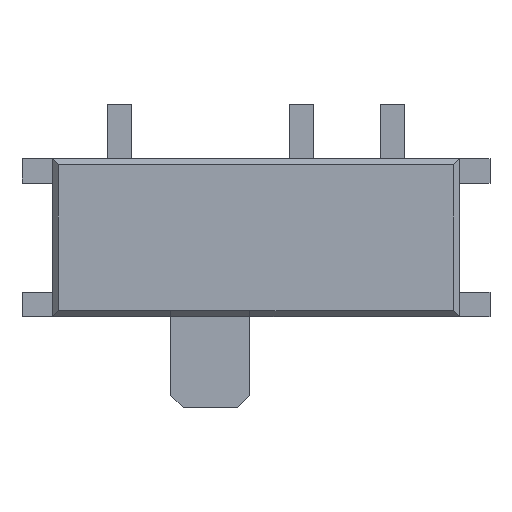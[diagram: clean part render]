
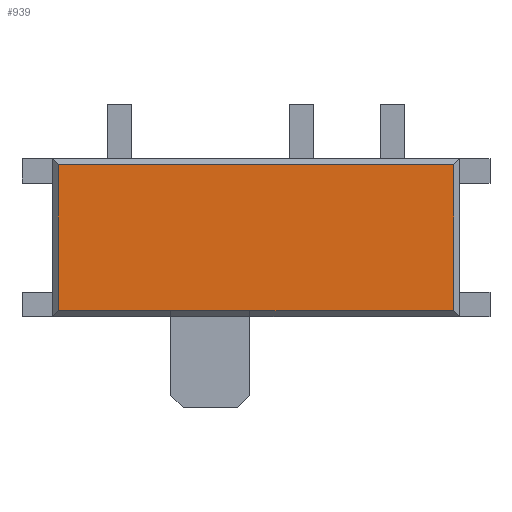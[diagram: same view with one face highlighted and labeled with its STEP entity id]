
A CAD part, top view. The second image highlights one B-rep face of the part: STEP entity #939.
In plain terms, the highlighted planar face has unit normal (0, 0, 1).
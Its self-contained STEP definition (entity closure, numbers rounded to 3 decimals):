
#29=FACE_OUTER_BOUND('',#81,.T.);
#81=EDGE_LOOP('',(#625,#626,#627,#628,#629,#630,#631,#632));
#136=LINE('',#1318,#266);
#137=LINE('',#1321,#267);
#140=LINE('',#1327,#270);
#141=LINE('',#1329,#271);
#142=LINE('',#1331,#272);
#143=LINE('',#1333,#273);
#144=LINE('',#1335,#274);
#145=LINE('',#1336,#275);
#266=VECTOR('',#1068,10.);
#267=VECTOR('',#1071,10.);
#270=VECTOR('',#1076,10.);
#271=VECTOR('',#1077,10.);
#272=VECTOR('',#1078,10.);
#273=VECTOR('',#1079,10.);
#274=VECTOR('',#1080,10.);
#275=VECTOR('',#1081,10.);
#393=VERTEX_POINT('',#1311);
#396=VERTEX_POINT('',#1316);
#397=VERTEX_POINT('',#1320);
#399=VERTEX_POINT('',#1326);
#400=VERTEX_POINT('',#1328);
#401=VERTEX_POINT('',#1330);
#402=VERTEX_POINT('',#1332);
#403=VERTEX_POINT('',#1334);
#484=EDGE_CURVE('',#396,#393,#136,.T.);
#485=EDGE_CURVE('',#393,#397,#137,.T.);
#488=EDGE_CURVE('',#396,#399,#140,.T.);
#489=EDGE_CURVE('',#400,#399,#141,.T.);
#490=EDGE_CURVE('',#400,#401,#142,.T.);
#491=EDGE_CURVE('',#402,#401,#143,.T.);
#492=EDGE_CURVE('',#403,#402,#144,.T.);
#493=EDGE_CURVE('',#397,#403,#145,.T.);
#625=ORIENTED_EDGE('',*,*,#484,.F.);
#626=ORIENTED_EDGE('',*,*,#488,.T.);
#627=ORIENTED_EDGE('',*,*,#489,.F.);
#628=ORIENTED_EDGE('',*,*,#490,.T.);
#629=ORIENTED_EDGE('',*,*,#491,.F.);
#630=ORIENTED_EDGE('',*,*,#492,.F.);
#631=ORIENTED_EDGE('',*,*,#493,.F.);
#632=ORIENTED_EDGE('',*,*,#485,.F.);
#891=PLANE('',#1005);
#939=ADVANCED_FACE('',(#29),#891,.T.);
#1005=AXIS2_PLACEMENT_3D('',#1325,#1074,#1075);
#1068=DIRECTION('',(-1.,0.,0.));
#1071=DIRECTION('',(0.,1.,0.));
#1074=DIRECTION('center_axis',(0.,0.,1.));
#1075=DIRECTION('ref_axis',(1.,0.,0.));
#1076=DIRECTION('',(0.,1.,0.));
#1077=DIRECTION('',(-1.,0.,0.));
#1078=DIRECTION('',(0.,-1.,0.));
#1079=DIRECTION('',(-1.,0.,0.));
#1080=DIRECTION('',(0.,-1.,0.));
#1081=DIRECTION('',(1.,0.,0.));
#1311=CARTESIAN_POINT('',(-3.25,-1.2,-1.8));
#1316=CARTESIAN_POINT('',(-1.4,-1.2,-1.8));
#1318=CARTESIAN_POINT('',(-1.675,-1.2,-1.8));
#1320=CARTESIAN_POINT('',(-3.25,1.2,-1.8));
#1321=CARTESIAN_POINT('',(-3.25,0.5,-1.8));
#1325=CARTESIAN_POINT('Origin',(0.,-0.3,-1.8));
#1326=CARTESIAN_POINT('',(-1.4,-1.194,-1.8));
#1327=CARTESIAN_POINT('',(-1.4,-1.294,-1.8));
#1328=CARTESIAN_POINT('',(-0.1,-1.194,-1.8));
#1329=CARTESIAN_POINT('',(-0.7,-1.194,-1.8));
#1330=CARTESIAN_POINT('',(-0.1,-1.2,-1.8));
#1331=CARTESIAN_POINT('',(-0.1,-1.3,-1.8));
#1332=CARTESIAN_POINT('',(3.25,-1.2,-1.8));
#1333=CARTESIAN_POINT('',(-0.05,-1.2,-1.8));
#1334=CARTESIAN_POINT('',(3.25,1.2,-1.8));
#1335=CARTESIAN_POINT('',(3.25,-0.8,-1.8));
#1336=CARTESIAN_POINT('',(1.675,1.2,-1.8));
